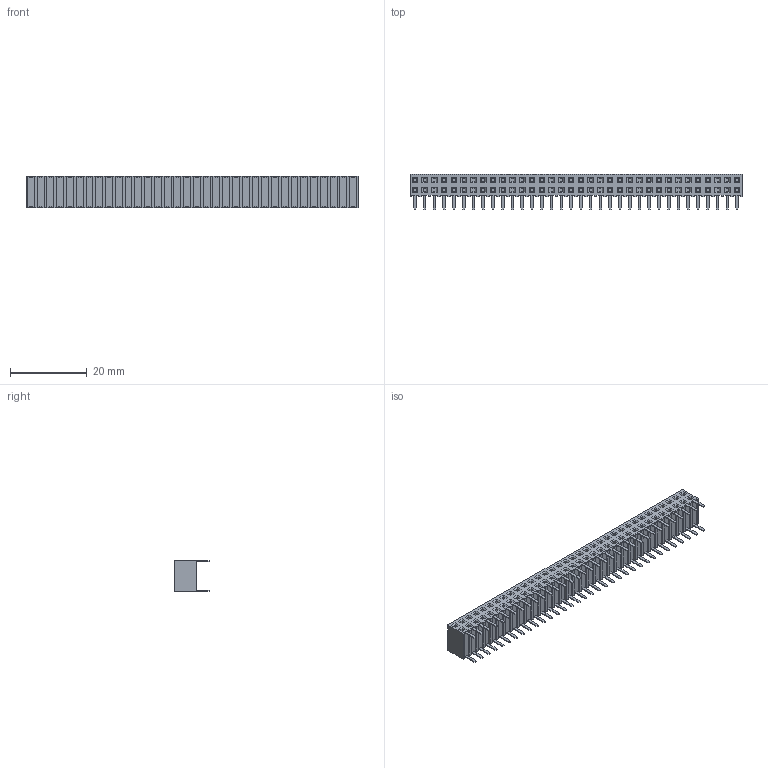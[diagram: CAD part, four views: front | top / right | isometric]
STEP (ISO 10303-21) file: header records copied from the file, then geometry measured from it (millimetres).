
FILE_DESCRIPTION(/* description */ (''),/* implementation_level */ '2;1');
FILE_NAME(/* name */ '960268-7102-XX',/* time_stamp */ '2007-06-18T08:13:32+02:00',/* author */ (''),/* organization */ (''),/* preprocessor_version */ 'ST-DEVELOPER v9',/* originating_system */ 'UGS - NX 4.0',/* authorisation */ '');
FILE_SCHEMA (('AUTOMOTIVE_DESIGN { 1 0 10303 214 1 1 1 1 }'));
Length unit declared in the file: millimetre
Products named in the file (1): 960268-7102-XX
Bounding box: 86.36 x 9.1 x 8.1 mm (x, y, z)
Volume: 3692.4 mm3; surface area: 4025.5 mm2
Topology: 1 solids, 1 shells, 1230 faces, 3004 edges, 1912 vertices
Faces by surface type: plane 1230
Entity records: 34996 total; most frequent: CARTESIAN_POINT 6147, ORIENTED_EDGE 6008, DIRECTION 5466, EDGE_CURVE 3004, LINE 3004, VECTOR 3004, VERTEX_POINT 1912, EDGE_LOOP 1366
